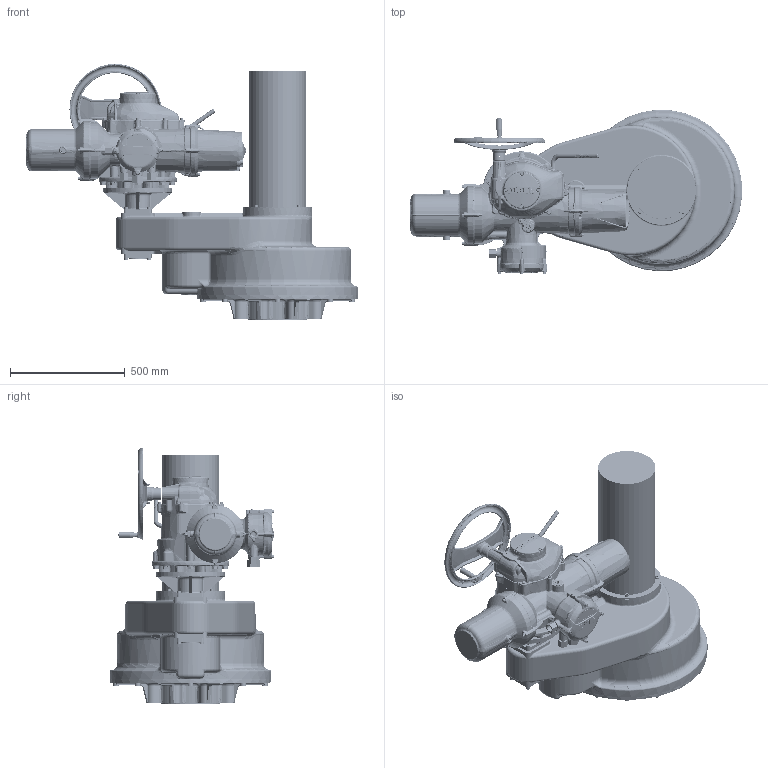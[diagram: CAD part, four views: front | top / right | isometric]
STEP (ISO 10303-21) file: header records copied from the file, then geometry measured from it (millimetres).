
FILE_DESCRIPTION(/* description */ ('Unknown'),/* implementation_level */ '2;1');
FILE_NAME(/* name */ 'II4SHWIS17STD',/* time_stamp */ '2019-04-25T14:43:54+01:00',/* author */ ('Unknown'),/* organization */ ('Unknown'),/* preprocessor_version */ 'ST-DEVELOPER v16.7',/* originating_system */ 'DEX',/* authorisation */ $);
FILE_SCHEMA (('AUTOMOTIVE_DESIGN {1 0 10303 214 3 1 1}'));
Length unit declared in the file: millimetre
Products named in the file (15): II4SHWIS17STD; GB-IS17-GCASE; GB-IS17-CTUBE_600; GB-IS17-INFLG_F25; GB-IS17-OUTFLG_F35; IQ3 40 SHW; II45-01-std; II0-20LONG-std; II4-05-std; II0-55-std; II45-02B3B4_F25-std; II45-04SHW-std; II345-04CAP-std; II0-55-ADPIMP4-std; GB-IS17-INDPLATE
Assembly tree (14 placements, depth 3):
  II4SHWIS17STD
    GB-IS17-GCASE
    GB-IS17-CTUBE_600
    GB-IS17-INFLG_F25
    GB-IS17-OUTFLG_F35
    IQ3 40 SHW
      II45-01-std
      II0-20LONG-std
      II4-05-std
      II0-55-std
      II45-02B3B4_F25-std
      II45-04SHW-std
      II345-04CAP-std
    II0-55-ADPIMP4-std
    GB-IS17-INDPLATE
Bounding box: 1449.13 x 717.65 x 1118.46 mm (x, y, z)
Volume: 187330462.8 mm3; surface area: 6238206.5 mm2
Topology: 38 solids, 56 shells, 8312 faces, 20457 edges, 12134 vertices
Faces by surface type: bspline 3017, plane 2173, cylinder 1303, torus 931, cone 642, sphere 246
Full cylindrical faces by diameter (mm): 1.152 x1, 3 x10, 3.5 x1, 6 x5, 6.45 x4, 6.47 x4, 6.5 x1, 6.647 x8, 7 x4, 7.6 x4, 8 x21, 8.1 x1, 8.2 x1, 8.3 x2, 8.376 x1, 8.5 x4, 9.7 x1, 10 x1, 12 x10, 12.1 x1, 12.5 x4, 13 x16, 13.25 x11, 13.548 x1, 13.55 x1, 13.835 x16, 16 x21, 16.5 x16, 16.75 x1, 17 x8
Entity records: 364248 total; most frequent: CARTESIAN_POINT 139384, ORIENTED_EDGE 38383, DIRECTION 29616, EDGE_CURVE 19193, AXIS2_PLACEMENT_3D 12477, VERTEX_POINT 11785, FACE_BOUND 9235, EDGE_LOOP 9199
